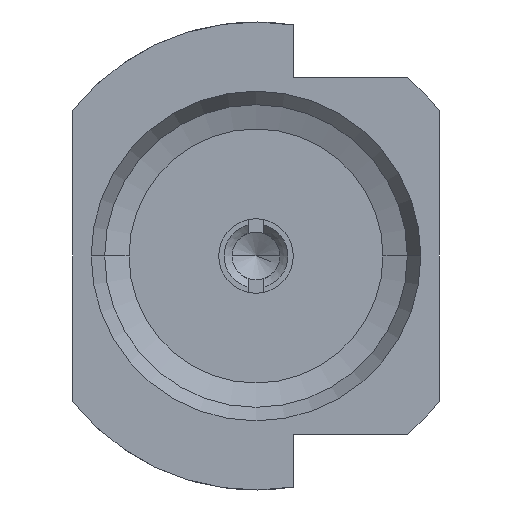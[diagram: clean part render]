
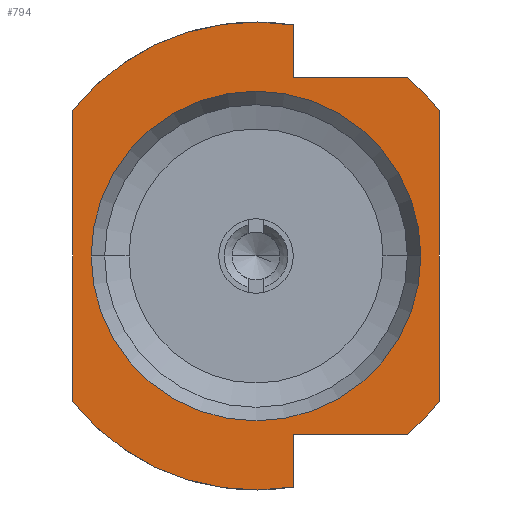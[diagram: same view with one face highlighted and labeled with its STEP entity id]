
A CAD part, left-side view. The second image highlights one B-rep face of the part: STEP entity #794.
In plain terms, the highlighted planar face has unit normal (-1, 0, 0).
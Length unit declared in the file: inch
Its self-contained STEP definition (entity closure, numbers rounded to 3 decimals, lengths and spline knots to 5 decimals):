
#1=DIRECTION('',(0.,1.,0.));
#2=VECTOR('',#1,0.04305);
#3=CARTESIAN_POINT('',(0.,-0.05705,0.067));
#4=LINE('',#3,#2);
#5=DIRECTION('',(0.,0.,-1.));
#6=VECTOR('',#5,0.10923);
#7=CARTESIAN_POINT('',(0.,-0.069,0.05462));
#8=LINE('',#7,#6);
#9=DIRECTION('',(0.,-1.,0.));
#10=VECTOR('',#9,0.04305);
#11=CARTESIAN_POINT('',(0.,-0.014,-0.067));
#12=LINE('',#11,#10);
#13=DIRECTION('',(0.,0.,1.));
#14=VECTOR('',#13,0.01988);
#15=CARTESIAN_POINT('',(0.,-0.014,-0.08688));
#16=LINE('',#15,#14);
#17=DIRECTION('',(0.,0.,1.));
#18=VECTOR('',#17,0.10923);
#19=CARTESIAN_POINT('',(0.,0.069,-0.05462));
#20=LINE('',#19,#18);
#21=DIRECTION('',(0.,0.,1.));
#22=VECTOR('',#21,0.01988);
#23=CARTESIAN_POINT('',(0.,-0.014,0.067));
#24=LINE('',#23,#22);
#25=CARTESIAN_POINT('',(0.,0.,0.));
#26=DIRECTION('',(-1.,0.,0.));
#27=DIRECTION('',(0.,1.,0.));
#28=AXIS2_PLACEMENT_3D('',#25,#26,#27);
#30=CARTESIAN_POINT('',(0.,0.,0.));
#31=DIRECTION('',(-1.,0.,0.));
#32=DIRECTION('',(0.,-1.,0.));
#33=AXIS2_PLACEMENT_3D('',#30,#31,#32);
#121=CARTESIAN_POINT('',(0.,0.,0.));
#122=DIRECTION('',(-1.,0.,0.));
#123=DIRECTION('',(0.,-0.159,0.987));
#124=AXIS2_PLACEMENT_3D('',#121,#122,#123);
#148=CARTESIAN_POINT('',(0.,0.,0.));
#149=DIRECTION('',(-1.,0.,0.));
#150=DIRECTION('',(0.,0.784,-0.621));
#151=AXIS2_PLACEMENT_3D('',#148,#149,#150);
#169=CARTESIAN_POINT('',(0.,0.,0.));
#170=DIRECTION('',(-1.,0.,0.));
#171=DIRECTION('',(0.,-0.648,-0.761));
#172=AXIS2_PLACEMENT_3D('',#169,#170,#171);
#192=CARTESIAN_POINT('',(0.,0.,0.));
#193=DIRECTION('',(-1.,0.,0.));
#194=DIRECTION('',(0.,-0.784,0.621));
#195=AXIS2_PLACEMENT_3D('',#192,#193,#194);
#615=CARTESIAN_POINT('',(0.,0.062,0.));
#616=CARTESIAN_POINT('',(0.,-0.062,0.));
#617=VERTEX_POINT('',#615);
#618=VERTEX_POINT('',#616);
#623=CARTESIAN_POINT('',(0.,0.069,-0.05462));
#624=CARTESIAN_POINT('',(0.,0.069,0.05462));
#625=VERTEX_POINT('',#623);
#626=VERTEX_POINT('',#624);
#627=CARTESIAN_POINT('',(0.,-0.069,0.05462));
#628=CARTESIAN_POINT('',(0.,-0.069,-0.05462));
#629=VERTEX_POINT('',#627);
#630=VERTEX_POINT('',#628);
#671=CARTESIAN_POINT('',(0.,-0.05705,0.067));
#672=CARTESIAN_POINT('',(0.,-0.014,0.067));
#673=VERTEX_POINT('',#671);
#674=VERTEX_POINT('',#672);
#675=CARTESIAN_POINT('',(0.,-0.014,0.08688));
#676=VERTEX_POINT('',#675);
#677=CARTESIAN_POINT('',(0.,-0.014,-0.08688));
#678=CARTESIAN_POINT('',(0.,-0.014,-0.067));
#679=VERTEX_POINT('',#677);
#680=VERTEX_POINT('',#678);
#681=CARTESIAN_POINT('',(0.,-0.05705,-0.067));
#682=VERTEX_POINT('',#681);
#761=CARTESIAN_POINT('',(0.,0.,0.));
#762=DIRECTION('',(1.,0.,0.));
#763=DIRECTION('',(0.,0.,-1.));
#764=AXIS2_PLACEMENT_3D('',#761,#762,#763);
#765=PLANE('',#764);
#767=ORIENTED_EDGE('',*,*,#766,.F.);
#769=ORIENTED_EDGE('',*,*,#768,.F.);
#771=ORIENTED_EDGE('',*,*,#770,.T.);
#773=ORIENTED_EDGE('',*,*,#772,.F.);
#775=ORIENTED_EDGE('',*,*,#774,.F.);
#777=ORIENTED_EDGE('',*,*,#776,.F.);
#779=ORIENTED_EDGE('',*,*,#778,.F.);
#781=ORIENTED_EDGE('',*,*,#780,.T.);
#783=ORIENTED_EDGE('',*,*,#782,.F.);
#785=ORIENTED_EDGE('',*,*,#784,.F.);
#786=EDGE_LOOP('',(#767,#769,#771,#773,#775,#777,#779,#781,#783,#785));
#787=FACE_OUTER_BOUND('',#786,.F.);
#789=ORIENTED_EDGE('',*,*,#788,.T.);
#791=ORIENTED_EDGE('',*,*,#790,.T.);
#792=EDGE_LOOP('',(#789,#791));
#793=FACE_BOUND('',#792,.F.);
#794=ADVANCED_FACE('',(#787,#793),#765,.F.);
#29=CIRCLE('',#28,0.062);
#34=CIRCLE('',#33,0.062);
#125=CIRCLE('',#124,0.088);
#152=CIRCLE('',#151,0.088);
#173=CIRCLE('',#172,0.088);
#196=CIRCLE('',#195,0.088);
#766=EDGE_CURVE('',#673,#674,#4,.T.);
#768=EDGE_CURVE('',#629,#673,#196,.T.);
#770=EDGE_CURVE('',#629,#630,#8,.T.);
#772=EDGE_CURVE('',#682,#630,#173,.T.);
#774=EDGE_CURVE('',#680,#682,#12,.T.);
#776=EDGE_CURVE('',#679,#680,#16,.T.);
#778=EDGE_CURVE('',#625,#679,#152,.T.);
#780=EDGE_CURVE('',#625,#626,#20,.T.);
#782=EDGE_CURVE('',#676,#626,#125,.T.);
#784=EDGE_CURVE('',#674,#676,#24,.T.);
#788=EDGE_CURVE('',#617,#618,#29,.T.);
#790=EDGE_CURVE('',#618,#617,#34,.T.);
